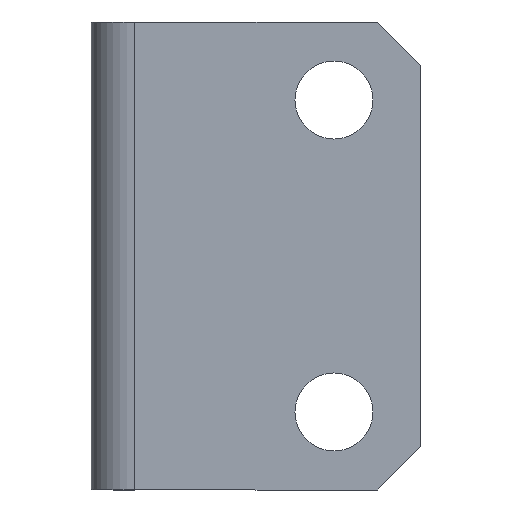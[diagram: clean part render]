
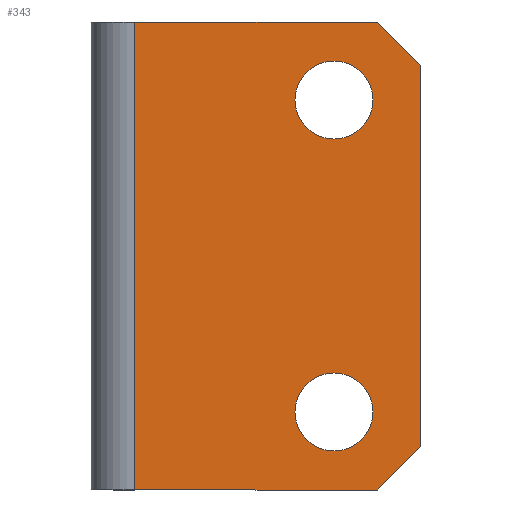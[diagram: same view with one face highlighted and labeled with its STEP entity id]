
A CAD part, front view. The second image highlights one B-rep face of the part: STEP entity #343.
In plain terms, the highlighted planar face has unit normal (0, -1, 0).
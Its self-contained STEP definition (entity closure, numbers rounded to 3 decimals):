
#14 = CIRCLE ( 'NONE', #460, 4.5 ) ;
#35 = FACE_BOUND ( 'NONE', #190, .T. ) ;
#67 = ORIENTED_EDGE ( 'NONE', *, *, #401, .T. ) ;
#71 = FACE_OUTER_BOUND ( 'NONE', #302, .T. ) ;
#92 = VECTOR ( 'NONE', #776, 1000. ) ;
#97 = ORIENTED_EDGE ( 'NONE', *, *, #399, .F. ) ;
#104 = ORIENTED_EDGE ( 'NONE', *, *, #459, .T. ) ;
#128 = LINE ( 'NONE', #833, #147 ) ;
#147 = VECTOR ( 'NONE', #571, 1000. ) ;
#148 = ORIENTED_EDGE ( 'NONE', *, *, #383, .T. ) ;
#151 = LINE ( 'NONE', #770, #152 ) ;
#152 = VECTOR ( 'NONE', #782, 1000. ) ;
#157 = VECTOR ( 'NONE', #786, 1000. ) ;
#163 = CIRCLE ( 'NONE', #469, 4.5 ) ;
#174 = ORIENTED_EDGE ( 'NONE', *, *, #374, .T. ) ;
#178 = LINE ( 'NONE', #722, #157 ) ;
#190 = EDGE_LOOP ( 'NONE', ( #308, #104 ) ) ;
#193 = LINE ( 'NONE', #765, #281 ) ;
#197 = EDGE_LOOP ( 'NONE', ( #279, #67 ) ) ;
#207 = LINE ( 'NONE', #736, #284 ) ;
#213 = ORIENTED_EDGE ( 'NONE', *, *, #400, .F. ) ;
#242 = ORIENTED_EDGE ( 'NONE', *, *, #421, .T. ) ;
#257 = CIRCLE ( 'NONE', #412, 4.5 ) ;
#271 = ORIENTED_EDGE ( 'NONE', *, *, #377, .T. ) ;
#279 = ORIENTED_EDGE ( 'NONE', *, *, #462, .T. ) ;
#281 = VECTOR ( 'NONE', #764, 1000. ) ;
#283 = LINE ( 'NONE', #759, #92 ) ;
#284 = VECTOR ( 'NONE', #733, 1000. ) ;
#302 = EDGE_LOOP ( 'NONE', ( #213, #174, #148, #242, #97, #271 ) ) ;
#308 = ORIENTED_EDGE ( 'NONE', *, *, #443, .T. ) ;
#312 = CIRCLE ( 'NONE', #446, 4.5 ) ;
#325 = FACE_BOUND ( 'NONE', #197, .T. ) ;
#343 = ADVANCED_FACE ( 'NONE', ( #35, #325, #71 ), #813, .F. ) ;
#374 = EDGE_CURVE ( 'NONE', #809, #512, #207, .T. ) ;
#377 = EDGE_CURVE ( 'NONE', #483, #532, #283, .T. ) ;
#383 = EDGE_CURVE ( 'NONE', #512, #545, #193, .T. ) ;
#398 = AXIS2_PLACEMENT_3D ( 'NONE', #792, #804, #820 ) ;
#399 = EDGE_CURVE ( 'NONE', #483, #574, #151, .T. ) ;
#400 = EDGE_CURVE ( 'NONE', #809, #532, #178, .T. ) ;
#401 = EDGE_CURVE ( 'NONE', #568, #538, #257, .T. ) ;
#412 = AXIS2_PLACEMENT_3D ( 'NONE', #783, #686, #688 ) ;
#421 = EDGE_CURVE ( 'NONE', #545, #574, #128, .T. ) ;
#443 = EDGE_CURVE ( 'NONE', #808, #486, #312, .T. ) ;
#446 = AXIS2_PLACEMENT_3D ( 'NONE', #683, #698, #496 ) ;
#459 = EDGE_CURVE ( 'NONE', #486, #808, #14, .T. ) ;
#460 = AXIS2_PLACEMENT_3D ( 'NONE', #649, #831, #680 ) ;
#462 = EDGE_CURVE ( 'NONE', #538, #568, #163, .T. ) ;
#469 = AXIS2_PLACEMENT_3D ( 'NONE', #834, #627, #624 ) ;
#483 = VERTEX_POINT ( 'NONE', #636 ) ;
#486 = VERTEX_POINT ( 'NONE', #582 ) ;
#496 = DIRECTION ( 'NONE',  ( 0., 0., 1. ) ) ;
#512 = VERTEX_POINT ( 'NONE', #586 ) ;
#528 = CARTESIAN_POINT ( 'NONE',  ( 28., 0., 13.5 ) ) ;
#532 = VERTEX_POINT ( 'NONE', #560 ) ;
#538 = VERTEX_POINT ( 'NONE', #528 ) ;
#544 = CARTESIAN_POINT ( 'NONE',  ( 5., 0., 54. ) ) ;
#545 = VERTEX_POINT ( 'NONE', #579 ) ;
#560 = CARTESIAN_POINT ( 'NONE',  ( 33., 0., 54. ) ) ;
#568 = VERTEX_POINT ( 'NONE', #658 ) ;
#571 = DIRECTION ( 'NONE',  ( 0.707, 0., 0.707 ) ) ;
#574 = VERTEX_POINT ( 'NONE', #584 ) ;
#579 = CARTESIAN_POINT ( 'NONE',  ( 33., 0., 0. ) ) ;
#582 = CARTESIAN_POINT ( 'NONE',  ( 28., 0., 40.5 ) ) ;
#584 = CARTESIAN_POINT ( 'NONE',  ( 38., 0., 5. ) ) ;
#586 = CARTESIAN_POINT ( 'NONE',  ( 5., 0., 0. ) ) ;
#624 = DIRECTION ( 'NONE',  ( 0., 0., 1. ) ) ;
#627 = DIRECTION ( 'NONE',  ( 0., 1., 0. ) ) ;
#636 = CARTESIAN_POINT ( 'NONE',  ( 38., 0., 49. ) ) ;
#649 = CARTESIAN_POINT ( 'NONE',  ( 28., 0., 45. ) ) ;
#658 = CARTESIAN_POINT ( 'NONE',  ( 28., 0., 4.5 ) ) ;
#680 = DIRECTION ( 'NONE',  ( 0., 0., 1. ) ) ;
#683 = CARTESIAN_POINT ( 'NONE',  ( 28., 0., 45. ) ) ;
#686 = DIRECTION ( 'NONE',  ( 0., 1., 0. ) ) ;
#688 = DIRECTION ( 'NONE',  ( 0., 0., 1. ) ) ;
#698 = DIRECTION ( 'NONE',  ( 0., 1., 0. ) ) ;
#722 = CARTESIAN_POINT ( 'NONE',  ( 0., 0., 54. ) ) ;
#733 = DIRECTION ( 'NONE',  ( 0., 0., -1. ) ) ;
#736 = CARTESIAN_POINT ( 'NONE',  ( 5., 0., 54. ) ) ;
#759 = CARTESIAN_POINT ( 'NONE',  ( 33., 0., 54. ) ) ;
#764 = DIRECTION ( 'NONE',  ( 1., 0., 0. ) ) ;
#765 = CARTESIAN_POINT ( 'NONE',  ( 0., 0., 0. ) ) ;
#770 = CARTESIAN_POINT ( 'NONE',  ( 38., 0., 54. ) ) ;
#776 = DIRECTION ( 'NONE',  ( -0.707, 0., 0.707 ) ) ;
#782 = DIRECTION ( 'NONE',  ( 0., 0., -1. ) ) ;
#783 = CARTESIAN_POINT ( 'NONE',  ( 28., 0., 9. ) ) ;
#785 = CARTESIAN_POINT ( 'NONE',  ( 28., 0., 49.5 ) ) ;
#786 = DIRECTION ( 'NONE',  ( 1., 0., 0. ) ) ;
#792 = CARTESIAN_POINT ( 'NONE',  ( 0., 0., 54. ) ) ;
#804 = DIRECTION ( 'NONE',  ( 0., 1., 0. ) ) ;
#808 = VERTEX_POINT ( 'NONE', #785 ) ;
#809 = VERTEX_POINT ( 'NONE', #544 ) ;
#813 = PLANE ( 'NONE',  #398 ) ;
#820 = DIRECTION ( 'NONE',  ( 0., 0., 1. ) ) ;
#831 = DIRECTION ( 'NONE',  ( 0., 1., 0. ) ) ;
#833 = CARTESIAN_POINT ( 'NONE',  ( 38., 0., 5. ) ) ;
#834 = CARTESIAN_POINT ( 'NONE',  ( 28., 0., 9. ) ) ;
